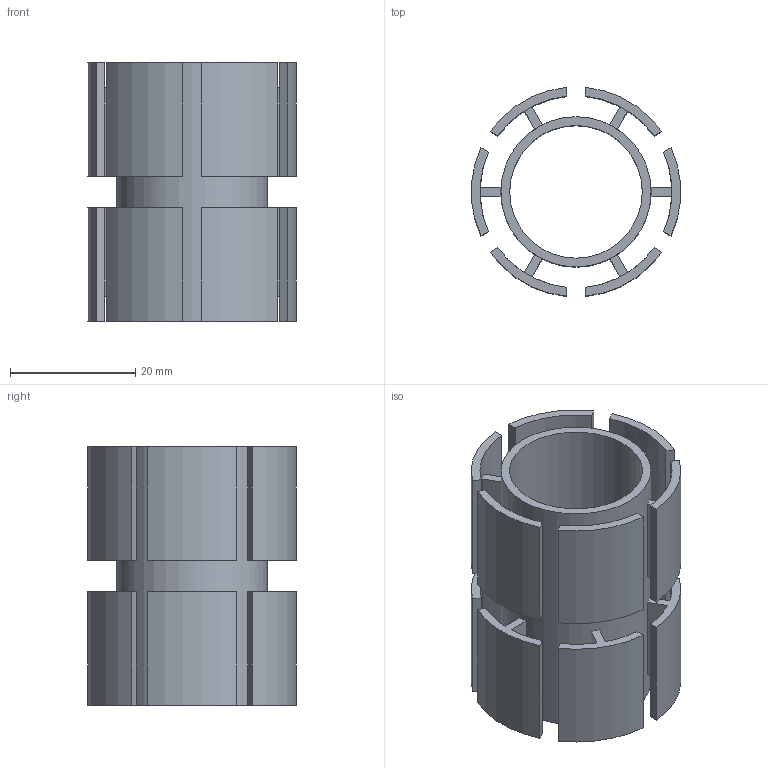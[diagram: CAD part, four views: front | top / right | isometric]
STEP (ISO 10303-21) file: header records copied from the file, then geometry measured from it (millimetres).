
FILE_DESCRIPTION(/* description */ (''),/* implementation_level */ '2;1');
FILE_NAME(/* name */ 'stator_steel_v11.step',/* time_stamp */ '2020-10-24T15:15:08-04:00',/* author */ (''),/* organization */ (''),/* preprocessor_version */ 'ST-DEVELOPER v18.1',/* originating_system */ 'Autodesk Translation Framework v9.3.0.1241',/* authorisation */ '');
FILE_SCHEMA (('AUTOMOTIVE_DESIGN { 1 0 10303 214 3 1 1 }'));
Length unit declared in the file: millimetre
Products named in the file (1): stator_steel
Bounding box: 33.37 x 33.37 x 41.3 mm (x, y, z)
Volume: 9110.8 mm3; surface area: 13928.5 mm2
Topology: 1 solids, 1 shells, 112 faces, 300 edges, 200 vertices
Faces by surface type: plane 86, cylinder 26
Full cylindrical faces by diameter (mm): 21.2 x1, 24 x1
Entity records: 3565 total; most frequent: DIRECTION 630, CARTESIAN_POINT 613, ORIENTED_EDGE 600, EDGE_CURVE 300, AXIS2_PLACEMENT_3D 217, VERTEX_POINT 200, LINE 196, VECTOR 196
